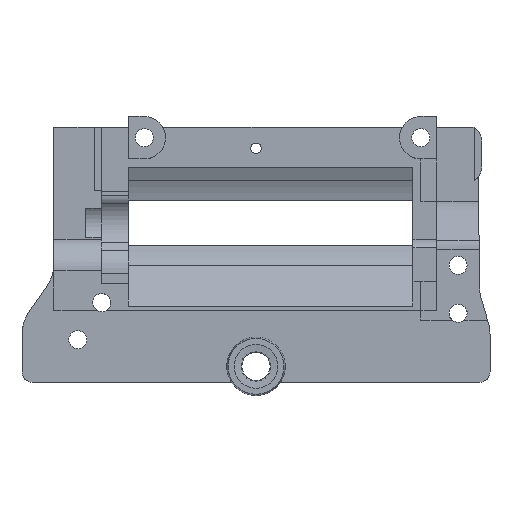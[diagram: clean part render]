
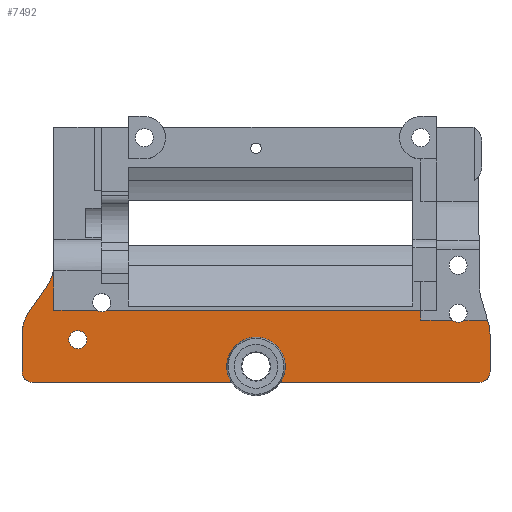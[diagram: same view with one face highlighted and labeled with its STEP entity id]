
A CAD part, top view. The second image highlights one B-rep face of the part: STEP entity #7492.
In plain terms, the highlighted planar face has unit normal (0, 0, 1).
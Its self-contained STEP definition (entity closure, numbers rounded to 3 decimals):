
#5757 = VERTEX_POINT('',#5758);
#5758 = CARTESIAN_POINT('',(-4.61,-63.,5.));
#5765 = EDGE_CURVE('',#5757,#5766,#5768,.T.);
#5766 = VERTEX_POINT('',#5767);
#5767 = CARTESIAN_POINT('',(4.61,-63.,5.));
#5768 = CIRCLE('',#5769,5.5);
#5769 = AXIS2_PLACEMENT_3D('',#5770,#5771,#5772);
#5770 = CARTESIAN_POINT('',(0.,-60.,5.));
#5771 = DIRECTION('',(-0.,-0.,-1.));
#5772 = DIRECTION('',(0.,-1.,0.));
#7473 = VERTEX_POINT('',#7474);
#7474 = CARTESIAN_POINT('',(42.,-63.,5.));
#7480 = EDGE_CURVE('',#5766,#7473,#7481,.T.);
#7481 = LINE('',#7482,#7483);
#7482 = CARTESIAN_POINT('',(-42.,-63.,5.));
#7483 = VECTOR('',#7484,1.);
#7484 = DIRECTION('',(1.,0.,0.));
#7492 = ADVANCED_FACE('',(#7493,#7654),#7665,.T.);
#7493 = FACE_BOUND('',#7494,.T.);
#7494 = EDGE_LOOP('',(#7495,#7506,#7514,#7523,#7531,#7540,#7546,#7547,
    #7548,#7557,#7565,#7574,#7582,#7590,#7599,#7607,#7615,#7623,#7632,
    #7640,#7648));
#7495 = ORIENTED_EDGE('',*,*,#7496,.F.);
#7496 = EDGE_CURVE('',#7497,#7499,#7501,.T.);
#7497 = VERTEX_POINT('',#7498);
#7498 = CARTESIAN_POINT('',(-39.346,-44.964,5.));
#7499 = VERTEX_POINT('',#7500);
#7500 = CARTESIAN_POINT('',(-38.,-40.677,5.));
#7501 = CIRCLE('',#7502,7.5);
#7502 = AXIS2_PLACEMENT_3D('',#7503,#7504,#7505);
#7503 = CARTESIAN_POINT('',(-45.5,-40.677,5.));
#7504 = DIRECTION('',(0.,0.,1.));
#7505 = DIRECTION('',(1.,0.,0.));
#7506 = ORIENTED_EDGE('',*,*,#7507,.T.);
#7507 = EDGE_CURVE('',#7497,#7508,#7510,.T.);
#7508 = VERTEX_POINT('',#7509);
#7509 = CARTESIAN_POINT('',(-42.654,-49.713,5.));
#7510 = LINE('',#7511,#7512);
#7511 = CARTESIAN_POINT('',(-39.346,-44.964,5.));
#7512 = VECTOR('',#7513,1.);
#7513 = DIRECTION('',(-0.572,-0.821,0.));
#7514 = ORIENTED_EDGE('',*,*,#7515,.T.);
#7515 = EDGE_CURVE('',#7508,#7516,#7518,.T.);
#7516 = VERTEX_POINT('',#7517);
#7517 = CARTESIAN_POINT('',(-44.,-54.,5.));
#7518 = CIRCLE('',#7519,7.5);
#7519 = AXIS2_PLACEMENT_3D('',#7520,#7521,#7522);
#7520 = CARTESIAN_POINT('',(-36.5,-54.,5.));
#7521 = DIRECTION('',(0.,0.,1.));
#7522 = DIRECTION('',(1.,0.,0.));
#7523 = ORIENTED_EDGE('',*,*,#7524,.T.);
#7524 = EDGE_CURVE('',#7516,#7525,#7527,.T.);
#7525 = VERTEX_POINT('',#7526);
#7526 = CARTESIAN_POINT('',(-44.,-61.,5.));
#7527 = LINE('',#7528,#7529);
#7528 = CARTESIAN_POINT('',(-44.,-54.,5.));
#7529 = VECTOR('',#7530,1.);
#7530 = DIRECTION('',(0.,-1.,0.));
#7531 = ORIENTED_EDGE('',*,*,#7532,.T.);
#7532 = EDGE_CURVE('',#7525,#7533,#7535,.T.);
#7533 = VERTEX_POINT('',#7534);
#7534 = CARTESIAN_POINT('',(-42.,-63.,5.));
#7535 = CIRCLE('',#7536,2.);
#7536 = AXIS2_PLACEMENT_3D('',#7537,#7538,#7539);
#7537 = CARTESIAN_POINT('',(-42.,-61.,5.));
#7538 = DIRECTION('',(0.,0.,1.));
#7539 = DIRECTION('',(1.,0.,0.));
#7540 = ORIENTED_EDGE('',*,*,#7541,.T.);
#7541 = EDGE_CURVE('',#7533,#5757,#7542,.T.);
#7542 = LINE('',#7543,#7544);
#7543 = CARTESIAN_POINT('',(-42.,-63.,5.));
#7544 = VECTOR('',#7545,1.);
#7545 = DIRECTION('',(1.,0.,0.));
#7546 = ORIENTED_EDGE('',*,*,#5765,.T.);
#7547 = ORIENTED_EDGE('',*,*,#7480,.T.);
#7548 = ORIENTED_EDGE('',*,*,#7549,.T.);
#7549 = EDGE_CURVE('',#7473,#7550,#7552,.T.);
#7550 = VERTEX_POINT('',#7551);
#7551 = CARTESIAN_POINT('',(44.,-61.,5.));
#7552 = CIRCLE('',#7553,2.);
#7553 = AXIS2_PLACEMENT_3D('',#7554,#7555,#7556);
#7554 = CARTESIAN_POINT('',(42.,-61.,5.));
#7555 = DIRECTION('',(0.,0.,1.));
#7556 = DIRECTION('',(1.,0.,0.));
#7557 = ORIENTED_EDGE('',*,*,#7558,.T.);
#7558 = EDGE_CURVE('',#7550,#7559,#7561,.T.);
#7559 = VERTEX_POINT('',#7560);
#7560 = CARTESIAN_POINT('',(44.,-54.,5.));
#7561 = LINE('',#7562,#7563);
#7562 = CARTESIAN_POINT('',(44.,-61.,5.));
#7563 = VECTOR('',#7564,1.);
#7564 = DIRECTION('',(0.,1.,0.));
#7565 = ORIENTED_EDGE('',*,*,#7566,.T.);
#7566 = EDGE_CURVE('',#7559,#7567,#7569,.T.);
#7567 = VERTEX_POINT('',#7568);
#7568 = CARTESIAN_POINT('',(43.707,-51.923,5.));
#7569 = CIRCLE('',#7570,7.5);
#7570 = AXIS2_PLACEMENT_3D('',#7571,#7572,#7573);
#7571 = CARTESIAN_POINT('',(36.5,-54.,5.));
#7572 = DIRECTION('',(0.,0.,1.));
#7573 = DIRECTION('',(1.,0.,0.));
#7574 = ORIENTED_EDGE('',*,*,#7575,.T.);
#7575 = EDGE_CURVE('',#7567,#7576,#7578,.T.);
#7576 = VERTEX_POINT('',#7577);
#7577 = CARTESIAN_POINT('',(43.529,-51.308,5.));
#7578 = LINE('',#7579,#7580);
#7579 = CARTESIAN_POINT('',(43.707,-51.923,5.));
#7580 = VECTOR('',#7581,1.);
#7581 = DIRECTION('',(-0.277,0.961,0.));
#7582 = ORIENTED_EDGE('',*,*,#7583,.T.);
#7583 = EDGE_CURVE('',#7576,#7584,#7586,.T.);
#7584 = VERTEX_POINT('',#7585);
#7585 = CARTESIAN_POINT('',(39.086,-51.308,5.));
#7586 = LINE('',#7587,#7588);
#7587 = CARTESIAN_POINT('',(48.,-51.308,5.));
#7588 = VECTOR('',#7589,1.);
#7589 = DIRECTION('',(-1.,0.,0.));
#7590 = ORIENTED_EDGE('',*,*,#7591,.F.);
#7591 = EDGE_CURVE('',#7592,#7584,#7594,.T.);
#7592 = VERTEX_POINT('',#7593);
#7593 = CARTESIAN_POINT('',(36.914,-51.308,5.));
#7594 = CIRCLE('',#7595,1.7);
#7595 = AXIS2_PLACEMENT_3D('',#7596,#7597,#7598);
#7596 = CARTESIAN_POINT('',(38.,-50.,5.));
#7597 = DIRECTION('',(0.,0.,1.));
#7598 = DIRECTION('',(-1.,0.,0.));
#7599 = ORIENTED_EDGE('',*,*,#7600,.T.);
#7600 = EDGE_CURVE('',#7592,#7601,#7603,.T.);
#7601 = VERTEX_POINT('',#7602);
#7602 = CARTESIAN_POINT('',(31.,-51.308,5.));
#7603 = LINE('',#7604,#7605);
#7604 = CARTESIAN_POINT('',(48.,-51.308,5.));
#7605 = VECTOR('',#7606,1.);
#7606 = DIRECTION('',(-1.,0.,0.));
#7607 = ORIENTED_EDGE('',*,*,#7608,.T.);
#7608 = EDGE_CURVE('',#7601,#7609,#7611,.T.);
#7609 = VERTEX_POINT('',#7610);
#7610 = CARTESIAN_POINT('',(31.,-49.494,5.));
#7611 = LINE('',#7612,#7613);
#7612 = CARTESIAN_POINT('',(31.,-51.308,5.));
#7613 = VECTOR('',#7614,1.);
#7614 = DIRECTION('',(0.,1.,0.));
#7615 = ORIENTED_EDGE('',*,*,#7616,.F.);
#7616 = EDGE_CURVE('',#7617,#7609,#7619,.T.);
#7617 = VERTEX_POINT('',#7618);
#7618 = CARTESIAN_POINT('',(-28.188,-49.494,5.));
#7619 = LINE('',#7620,#7621);
#7620 = CARTESIAN_POINT('',(-38.,-49.494,5.));
#7621 = VECTOR('',#7622,1.);
#7622 = DIRECTION('',(1.,0.,0.));
#7623 = ORIENTED_EDGE('',*,*,#7624,.F.);
#7624 = EDGE_CURVE('',#7625,#7617,#7627,.T.);
#7625 = VERTEX_POINT('',#7626);
#7626 = CARTESIAN_POINT('',(-29.812,-49.494,5.));
#7627 = CIRCLE('',#7628,1.7);
#7628 = AXIS2_PLACEMENT_3D('',#7629,#7630,#7631);
#7629 = CARTESIAN_POINT('',(-29.,-48.,5.));
#7630 = DIRECTION('',(0.,0.,1.));
#7631 = DIRECTION('',(-1.,0.,0.));
#7632 = ORIENTED_EDGE('',*,*,#7633,.F.);
#7633 = EDGE_CURVE('',#7634,#7625,#7636,.T.);
#7634 = VERTEX_POINT('',#7635);
#7635 = CARTESIAN_POINT('',(-38.,-49.494,5.));
#7636 = LINE('',#7637,#7638);
#7637 = CARTESIAN_POINT('',(-38.,-49.494,5.));
#7638 = VECTOR('',#7639,1.);
#7639 = DIRECTION('',(1.,0.,0.));
#7640 = ORIENTED_EDGE('',*,*,#7641,.T.);
#7641 = EDGE_CURVE('',#7634,#7642,#7644,.T.);
#7642 = VERTEX_POINT('',#7643);
#7643 = CARTESIAN_POINT('',(-38.,-42.,5.));
#7644 = LINE('',#7645,#7646);
#7645 = CARTESIAN_POINT('',(-38.,-49.494,5.));
#7646 = VECTOR('',#7647,1.);
#7647 = DIRECTION('',(0.,1.,0.));
#7648 = ORIENTED_EDGE('',*,*,#7649,.T.);
#7649 = EDGE_CURVE('',#7642,#7499,#7650,.T.);
#7650 = LINE('',#7651,#7652);
#7651 = CARTESIAN_POINT('',(-38.,-30.692,5.));
#7652 = VECTOR('',#7653,1.);
#7653 = DIRECTION('',(0.,1.,0.));
#7654 = FACE_BOUND('',#7655,.T.);
#7655 = EDGE_LOOP('',(#7656));
#7656 = ORIENTED_EDGE('',*,*,#7657,.F.);
#7657 = EDGE_CURVE('',#7658,#7658,#7660,.T.);
#7658 = VERTEX_POINT('',#7659);
#7659 = CARTESIAN_POINT('',(-35.2,-55.,5.));
#7660 = CIRCLE('',#7661,1.7);
#7661 = AXIS2_PLACEMENT_3D('',#7662,#7663,#7664);
#7662 = CARTESIAN_POINT('',(-33.5,-55.,5.));
#7663 = DIRECTION('',(0.,0.,1.));
#7664 = DIRECTION('',(-1.,0.,0.));
#7665 = PLANE('',#7666);
#7666 = AXIS2_PLACEMENT_3D('',#7667,#7668,#7669);
#7667 = CARTESIAN_POINT('',(0.733,-39.291,5.));
#7668 = DIRECTION('',(0.,0.,1.));
#7669 = DIRECTION('',(1.,0.,0.));
